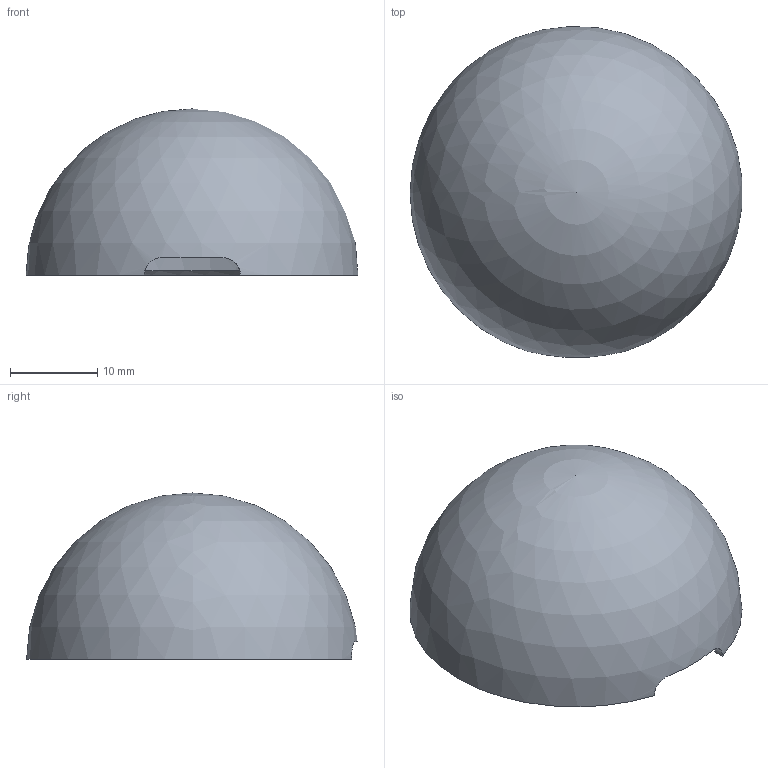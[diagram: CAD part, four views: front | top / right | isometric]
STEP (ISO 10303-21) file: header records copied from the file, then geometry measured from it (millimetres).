
FILE_DESCRIPTION(/* description */ (''),/* implementation_level */ '2;1');
FILE_NAME(/* name */ 'Hat_LED.step',/* time_stamp */ '2025-07-07T02:40:15+02:00',/* author */ (''),/* organization */ (''),/* preprocessor_version */ 'ST-DEVELOPER v20.1',/* originating_system */ 'Autodesk Translation Framework v14.10.0.0',/* authorisation */ '');
FILE_SCHEMA (('AUTOMOTIVE_DESIGN { 1 0 10303 214 3 1 1 }'));
Length unit declared in the file: millimetre
Products named in the file (1): Hat_LED
Bounding box: 37.94 x 37.84 x 19 mm (x, y, z)
Volume: 3097.5 mm3; surface area: 4298.6 mm2
Topology: 1 solids, 1 shells, 7 faces, 21 edges, 14 vertices
Faces by surface type: cylinder 2, plane 2, sphere 2, cone 1
Entity records: 297 total; most frequent: CARTESIAN_POINT 83, ORIENTED_EDGE 38, DIRECTION 38, EDGE_CURVE 19, AXIS2_PLACEMENT_3D 17, VERTEX_POINT 14, CIRCLE 9, FACE_OUTER_BOUND 7
